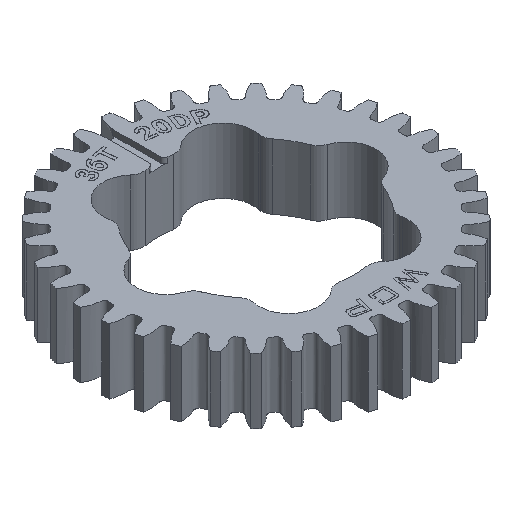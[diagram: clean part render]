
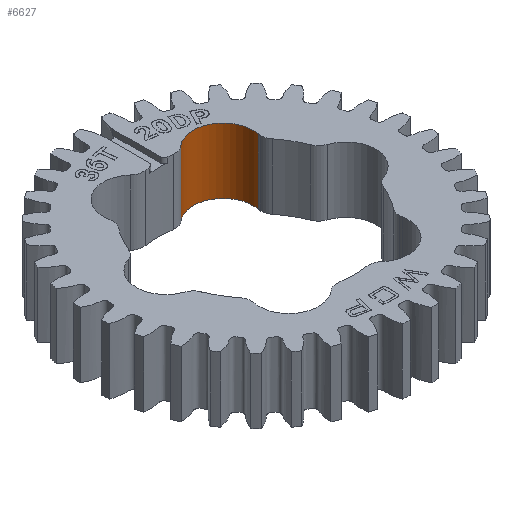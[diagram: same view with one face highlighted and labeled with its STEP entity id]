
A CAD part, isometric view. The second image highlights one B-rep face of the part: STEP entity #6627.
In plain terms, the highlighted cylindrical face has radius 4.366 mm (diameter 8.731 mm), a partial arc.
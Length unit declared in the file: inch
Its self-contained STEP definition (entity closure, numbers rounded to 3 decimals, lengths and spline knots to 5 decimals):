
#1734 = CARTESIAN_POINT ( 'NONE',  ( 0.42635, 0.41286, 0.25 ) ) ;
#2382 = DIRECTION ( 'NONE',  ( 0., 0., -1. ) ) ;
#3118 = ORIENTED_EDGE ( 'NONE', *, *, #16492, .T. ) ;
#3171 = EDGE_CURVE ( 'NONE', #19799, #13573, #9015, .T. ) ;
#3373 = VERTEX_POINT ( 'NONE', #18786 ) ;
#3388 = DIRECTION ( 'NONE',  ( 0., 0., -1. ) ) ;
#4351 = VECTOR ( 'NONE', #16262, 39.37008 ) ;
#6326 = DIRECTION ( 'NONE',  ( 0., 0., -1. ) ) ;
#6627 = ADVANCED_FACE ( 'NONE', ( #15113 ), #14882, .F. ) ;
#6686 = VERTEX_POINT ( 'NONE', #16757 ) ;
#8286 = ORIENTED_EDGE ( 'NONE', *, *, #12322, .F. ) ;
#8596 = EDGE_LOOP ( 'NONE', ( #17297, #3118, #20541, #8286 ) ) ;
#9015 = LINE ( 'NONE', #16380, #4351 ) ;
#9276 = CIRCLE ( 'NONE', #22352, 0.17188 ) ;
#10923 = CARTESIAN_POINT ( 'NONE',  ( 0.25781, 0.44654, 0.1875 ) ) ;
#11612 = DIRECTION ( 'NONE',  ( -1., 0., 0. ) ) ;
#12322 = EDGE_CURVE ( 'NONE', #19799, #3373, #9276, .T. ) ;
#12765 = AXIS2_PLACEMENT_3D ( 'NONE', #13132, #2382, #11612 ) ;
#13132 = CARTESIAN_POINT ( 'NONE',  ( 0.25781, 0.44654, 0.25 ) ) ;
#13428 = EDGE_CURVE ( 'NONE', #3373, #6686, #15887, .T. ) ;
#13573 = VERTEX_POINT ( 'NONE', #21251 ) ;
#13775 = VECTOR ( 'NONE', #3388, 39.37008 ) ;
#14882 = CYLINDRICAL_SURFACE ( 'NONE', #12765, 0.17188 ) ;
#15109 = DIRECTION ( 'NONE',  ( 1., 0., 0. ) ) ;
#15113 = FACE_OUTER_BOUND ( 'NONE', #8596, .T. ) ;
#15887 = LINE ( 'NONE', #1734, #13775 ) ;
#16262 = DIRECTION ( 'NONE',  ( 0., 0., -1. ) ) ;
#16380 = CARTESIAN_POINT ( 'NONE',  ( 0.14437, 0.57566, 0.25 ) ) ;
#16492 = EDGE_CURVE ( 'NONE', #13573, #6686, #22775, .T. ) ;
#16757 = CARTESIAN_POINT ( 'NONE',  ( 0.42635, 0.41286, -0.1875 ) ) ;
#17297 = ORIENTED_EDGE ( 'NONE', *, *, #3171, .T. ) ;
#18049 = DIRECTION ( 'NONE',  ( 0., 0., -1. ) ) ;
#18786 = CARTESIAN_POINT ( 'NONE',  ( 0.42635, 0.41286, 0.1875 ) ) ;
#19799 = VERTEX_POINT ( 'NONE', #21036 ) ;
#20541 = ORIENTED_EDGE ( 'NONE', *, *, #13428, .F. ) ;
#21036 = CARTESIAN_POINT ( 'NONE',  ( 0.14437, 0.57566, 0.1875 ) ) ;
#21251 = CARTESIAN_POINT ( 'NONE',  ( 0.14437, 0.57566, -0.1875 ) ) ;
#22120 = CARTESIAN_POINT ( 'NONE',  ( 0.25781, 0.44654, -0.1875 ) ) ;
#22352 = AXIS2_PLACEMENT_3D ( 'NONE', #10923, #18049, #15109 ) ;
#22470 = DIRECTION ( 'NONE',  ( 1., 0., 0. ) ) ;
#22757 = AXIS2_PLACEMENT_3D ( 'NONE', #22120, #6326, #22470 ) ;
#22775 = CIRCLE ( 'NONE', #22757, 0.17188 ) ;
